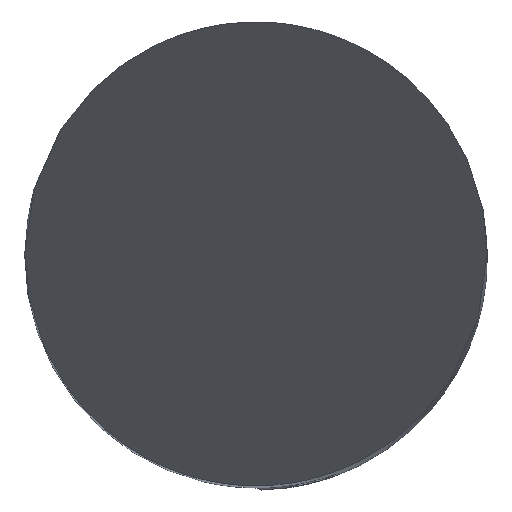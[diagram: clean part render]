
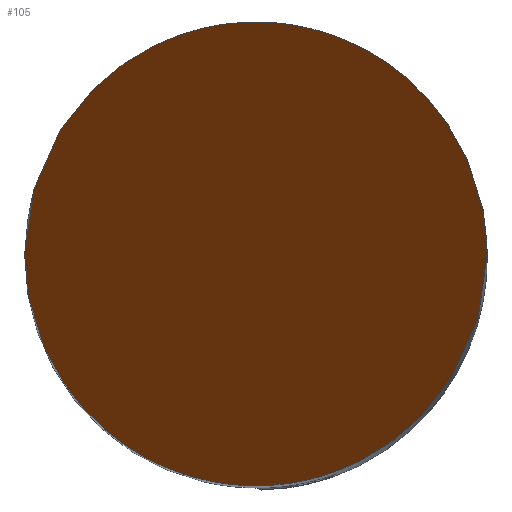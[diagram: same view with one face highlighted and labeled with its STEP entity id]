
A CAD part, top view. The second image highlights one B-rep face of the part: STEP entity #105.
In plain terms, the highlighted planar face has unit normal (0, -0.866, 0.5).
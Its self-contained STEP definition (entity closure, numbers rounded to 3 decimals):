
#59=PLANE('',#625);
#74=FACE_OUTER_BOUND('',#144,.T.);
#105=ADVANCED_FACE('',(#74),#59,.F.);
#144=EDGE_LOOP('',(#301,#302));
#301=ORIENTED_EDGE('',*,*,#491,.F.);
#302=ORIENTED_EDGE('',*,*,#492,.F.);
#435=VERTEX_POINT('',#909);
#436=VERTEX_POINT('',#910);
#491=EDGE_CURVE('',#435,#436,#582,.T.);
#492=EDGE_CURVE('',#436,#435,#583,.T.);
#582=(
BOUNDED_CURVE()
B_SPLINE_CURVE(3,(#905,#906,#907,#908),.UNSPECIFIED.,.F.,.F.)
B_SPLINE_CURVE_WITH_KNOTS((4,4),(0.,1.),.UNSPECIFIED.)
CURVE()
GEOMETRIC_REPRESENTATION_ITEM()
RATIONAL_B_SPLINE_CURVE((1.,0.333,0.333,1.))
REPRESENTATION_ITEM('')
);
#583=(
BOUNDED_CURVE()
B_SPLINE_CURVE(3,(#911,#912,#913,#914),.UNSPECIFIED.,.F.,.F.)
B_SPLINE_CURVE_WITH_KNOTS((4,4),(0.,1.),.UNSPECIFIED.)
CURVE()
GEOMETRIC_REPRESENTATION_ITEM()
RATIONAL_B_SPLINE_CURVE((1.,0.333,0.333,1.))
REPRESENTATION_ITEM('')
);
#625=AXIS2_PLACEMENT_3D('',#1038,#685,#686);
#685=DIRECTION('',(0.,0.866,-0.5));
#686=DIRECTION('',(0.,-0.5,-0.866));
#905=CARTESIAN_POINT('',(-3.,0.,0.));
#906=CARTESIAN_POINT('',(-3.,6.,10.392));
#907=CARTESIAN_POINT('',(3.,6.,10.392));
#908=CARTESIAN_POINT('',(3.,0.,0.));
#909=CARTESIAN_POINT('',(-3.,0.,0.));
#910=CARTESIAN_POINT('',(3.,0.,0.));
#911=CARTESIAN_POINT('',(3.,0.,0.));
#912=CARTESIAN_POINT('',(3.,-6.,-10.392));
#913=CARTESIAN_POINT('',(-3.,-6.,-10.392));
#914=CARTESIAN_POINT('',(-3.,0.,0.));
#1038=CARTESIAN_POINT('',(3.,3.,5.196));
